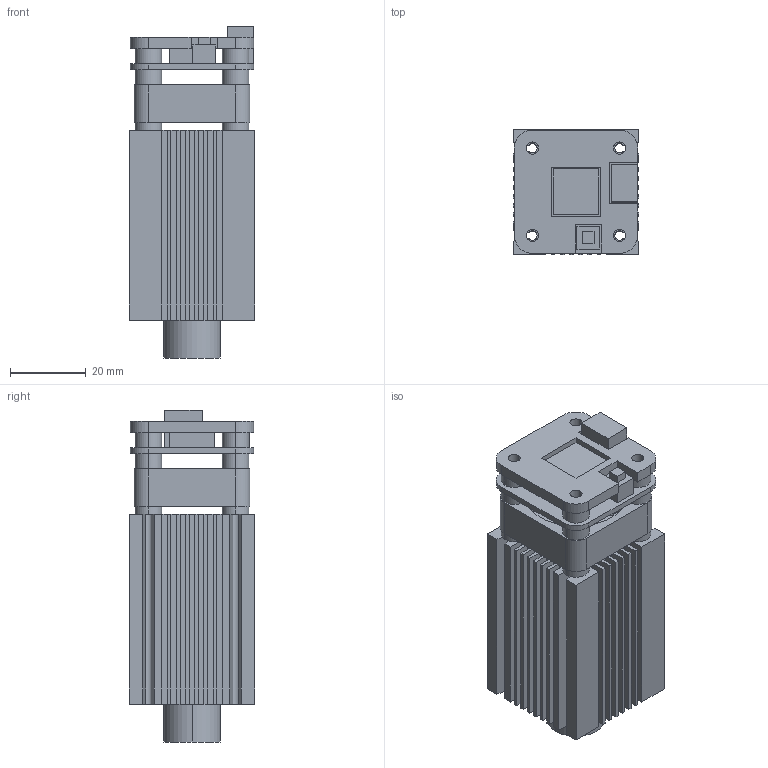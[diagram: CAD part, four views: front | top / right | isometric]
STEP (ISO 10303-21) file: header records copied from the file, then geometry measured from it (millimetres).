
FILE_DESCRIPTION (( 'STEP AP214' ), '1' );
FILE_NAME ('laser 2.STEP', '2021-03-10T09:24:56', ( '' ), ( '' ), 'SwSTEP 2.0', 'SolidWorks 2016', '' );
FILE_SCHEMA (( 'AUTOMOTIVE_DESIGN' ));
Length unit declared in the file: millimetre
Products named in the file (1): laser 2
Bounding box: 33 x 33 x 87.5 mm (x, y, z)
Volume: 57295.9 mm3; surface area: 29908.6 mm2
Topology: 3 solids, 3 shells, 271 faces, 756 edges, 481 vertices
Faces by surface type: plane 177, cylinder 80, cone 14
Entity records: 11653 total; most frequent: CARTESIAN_POINT 1495, DIRECTION 1494, ORIENTED_EDGE 1484, EDGE_CURVE 742, VECTOR 534, LINE 534, VERTEX_POINT 481, AXIS2_PLACEMENT_3D 480
